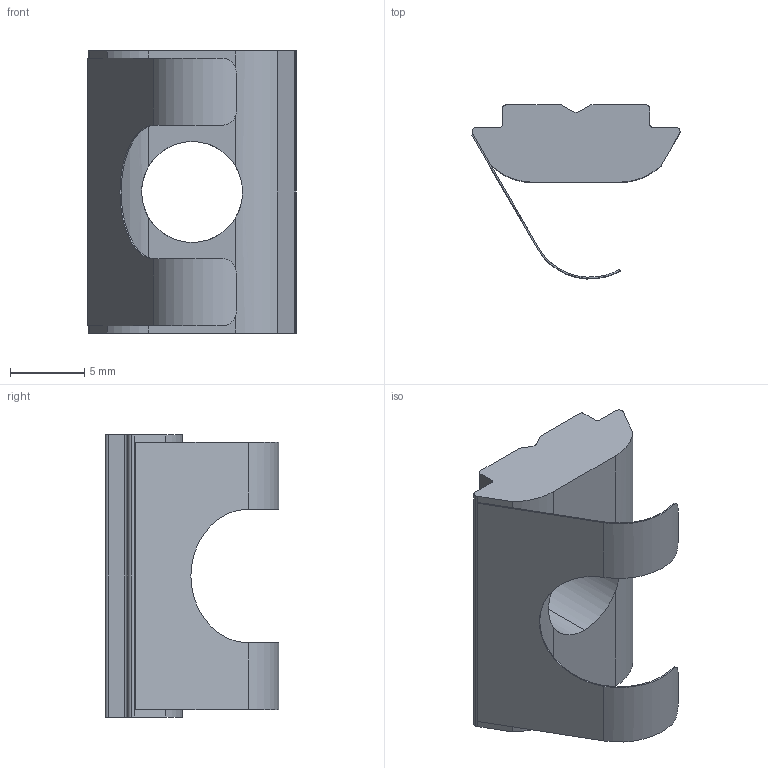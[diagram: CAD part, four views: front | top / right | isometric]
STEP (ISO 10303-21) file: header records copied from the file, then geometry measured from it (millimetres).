
FILE_DESCRIPTION(('FreeCAD Model'),'2;1');
FILE_NAME('Open CASCADE Shape Model','2024-03-19T16:43:20',(''),(''), 'Open CASCADE STEP processor 7.6','FreeCAD','Unknown');
FILE_SCHEMA(('AUTOMOTIVE_DESIGN { 1 0 10303 214 1 1 1 1 }'));
Length unit declared in the file: millimetre
Products named in the file (1): STB10-ERM8
Bounding box: 14.02 x 11.69 x 19 mm (x, y, z)
Volume: 943.6 mm3; surface area: 1095.7 mm2
Topology: 1 solids, 1 shells, 51 faces, 149 edges, 98 vertices
Faces by surface type: plane 26, cylinder 25
Entity records: 4690 total; most frequent: CARTESIAN_POINT 1843, DIRECTION 503, ORIENTED_EDGE 298, PCURVE 298, DEFINITIONAL_REPRESENTATION 298, LINE 297, VECTOR 297, EDGE_CURVE 149
